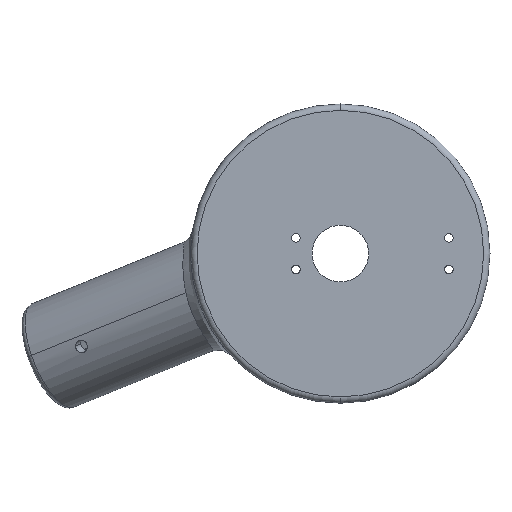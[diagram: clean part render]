
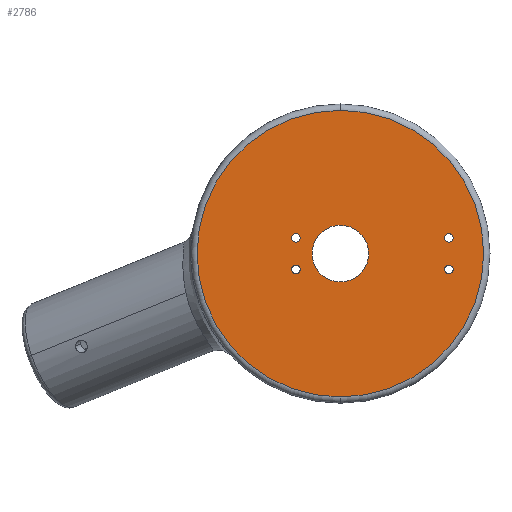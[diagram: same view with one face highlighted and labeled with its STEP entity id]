
A CAD part, front view. The second image highlights one B-rep face of the part: STEP entity #2786.
In plain terms, the highlighted planar face has unit normal (0, -1, 0).
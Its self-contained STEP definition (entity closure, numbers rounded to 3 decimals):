
#31 = DIRECTION ( 'NONE',  ( 0., -1., 0. ) ) ;
#32 = VERTEX_POINT ( 'NONE', #131 ) ;
#38 = CIRCLE ( 'NONE', #2643, 9. ) ;
#45 = CIRCLE ( 'NONE', #2416, 1.375 ) ;
#101 = AXIS2_PLACEMENT_3D ( 'NONE', #650, #2659, #846 ) ;
#131 = CARTESIAN_POINT ( 'NONE',  ( 200.854, 215.038, 18.553 ) ) ;
#138 = DIRECTION ( 'NONE',  ( 0., 1., 0. ) ) ;
#165 = CARTESIAN_POINT ( 'NONE',  ( 235.274, 215.038, 14.553 ) ) ;
#195 = DIRECTION ( 'NONE',  ( 0., 0., -1. ) ) ;
#207 = DIRECTION ( 'NONE',  ( 0., 0., 1. ) ) ;
#214 = CARTESIAN_POINT ( 'NONE',  ( 235.274, 215.038, 5.928 ) ) ;
#224 = CARTESIAN_POINT ( 'NONE',  ( 200.854, 215.038, 9.553 ) ) ;
#243 = CIRCLE ( 'NONE', #2282, 1.375 ) ;
#251 = CIRCLE ( 'NONE', #2622, 45.5 ) ;
#257 = EDGE_CURVE ( 'NONE', #2748, #795, #45, .T. ) ;
#328 = ORIENTED_EDGE ( 'NONE', *, *, #2370, .T. ) ;
#343 = EDGE_CURVE ( 'NONE', #2168, #2551, #1893, .T. ) ;
#360 = CIRCLE ( 'NONE', #1466, 1.375 ) ;
#412 = ORIENTED_EDGE ( 'NONE', *, *, #343, .T. ) ;
#422 = CARTESIAN_POINT ( 'NONE',  ( 235.274, 215.038, 4.553 ) ) ;
#423 = DIRECTION ( 'NONE',  ( 0., -1., 0. ) ) ;
#432 = ORIENTED_EDGE ( 'NONE', *, *, #1782, .T. ) ;
#440 = ORIENTED_EDGE ( 'NONE', *, *, #2570, .F. ) ;
#444 = ORIENTED_EDGE ( 'NONE', *, *, #2802, .T. ) ;
#473 = CARTESIAN_POINT ( 'NONE',  ( 200.854, 215.038, 9.553 ) ) ;
#520 = CARTESIAN_POINT ( 'NONE',  ( 200.854, 215.038, 55.053 ) ) ;
#642 = FACE_OUTER_BOUND ( 'NONE', #1174, .T. ) ;
#650 = CARTESIAN_POINT ( 'NONE',  ( 186.734, 215.038, 14.553 ) ) ;
#657 = FACE_BOUND ( 'NONE', #1812, .T. ) ;
#681 = EDGE_LOOP ( 'NONE', ( #895, #2694 ) ) ;
#736 = DIRECTION ( 'NONE',  ( 0., 1., 0. ) ) ;
#759 = CARTESIAN_POINT ( 'NONE',  ( 200.854, 215.038, 0.553 ) ) ;
#772 = DIRECTION ( 'NONE',  ( 0., 1., 0. ) ) ;
#795 = VERTEX_POINT ( 'NONE', #2169 ) ;
#820 = EDGE_CURVE ( 'NONE', #2143, #32, #38, .T. ) ;
#825 = FACE_BOUND ( 'NONE', #1506, .T. ) ;
#838 = DIRECTION ( 'NONE',  ( 0., 0., -1. ) ) ;
#846 = DIRECTION ( 'NONE',  ( 0., 0., -1. ) ) ;
#853 = AXIS2_PLACEMENT_3D ( 'NONE', #2025, #31, #1248 ) ;
#876 = ORIENTED_EDGE ( 'NONE', *, *, #2002, .T. ) ;
#884 = FACE_BOUND ( 'NONE', #681, .T. ) ;
#895 = ORIENTED_EDGE ( 'NONE', *, *, #2276, .T. ) ;
#908 = DIRECTION ( 'NONE',  ( 0., 1., 0. ) ) ;
#918 = AXIS2_PLACEMENT_3D ( 'NONE', #2604, #423, #838 ) ;
#976 = EDGE_CURVE ( 'NONE', #2704, #1708, #2296, .T. ) ;
#1024 = DIRECTION ( 'NONE',  ( 0., 0., -1. ) ) ;
#1043 = CARTESIAN_POINT ( 'NONE',  ( 186.734, 215.038, 4.553 ) ) ;
#1069 = CARTESIAN_POINT ( 'NONE',  ( 186.734, 215.038, 14.553 ) ) ;
#1174 = EDGE_LOOP ( 'NONE', ( #2762, #2729 ) ) ;
#1233 = CARTESIAN_POINT ( 'NONE',  ( 200.854, 215.038, -35.947 ) ) ;
#1248 = DIRECTION ( 'NONE',  ( 0., 0., 1. ) ) ;
#1272 = CARTESIAN_POINT ( 'NONE',  ( 235.274, 215.038, 14.553 ) ) ;
#1273 = VERTEX_POINT ( 'NONE', #1326 ) ;
#1296 = VERTEX_POINT ( 'NONE', #214 ) ;
#1326 = CARTESIAN_POINT ( 'NONE',  ( 186.734, 215.038, 13.178 ) ) ;
#1345 = CARTESIAN_POINT ( 'NONE',  ( 186.734, 215.038, 3.178 ) ) ;
#1399 = CIRCLE ( 'NONE', #2721, 1.375 ) ;
#1466 = AXIS2_PLACEMENT_3D ( 'NONE', #1043, #2860, #1731 ) ;
#1506 = EDGE_LOOP ( 'NONE', ( #440, #2490 ) ) ;
#1515 = FACE_BOUND ( 'NONE', #2156, .T. ) ;
#1538 = CARTESIAN_POINT ( 'NONE',  ( 200.854, 215.038, 9.553 ) ) ;
#1571 = CARTESIAN_POINT ( 'NONE',  ( 186.734, 215.038, 4.553 ) ) ;
#1614 = VERTEX_POINT ( 'NONE', #2715 ) ;
#1626 = CIRCLE ( 'NONE', #2522, 1.375 ) ;
#1674 = CARTESIAN_POINT ( 'NONE',  ( 235.274, 215.038, 4.553 ) ) ;
#1708 = VERTEX_POINT ( 'NONE', #520 ) ;
#1731 = DIRECTION ( 'NONE',  ( 0., 0., -1. ) ) ;
#1735 = ORIENTED_EDGE ( 'NONE', *, *, #2749, .T. ) ;
#1764 = DIRECTION ( 'NONE',  ( 0., 1., 0. ) ) ;
#1779 = CARTESIAN_POINT ( 'NONE',  ( 186.734, 215.038, 5.928 ) ) ;
#1782 = EDGE_CURVE ( 'NONE', #1839, #1296, #243, .T. ) ;
#1812 = EDGE_LOOP ( 'NONE', ( #432, #876 ) ) ;
#1839 = VERTEX_POINT ( 'NONE', #2815 ) ;
#1893 = CIRCLE ( 'NONE', #2793, 1.375 ) ;
#1968 = DIRECTION ( 'NONE',  ( 0., 0., -1. ) ) ;
#1974 = AXIS2_PLACEMENT_3D ( 'NONE', #473, #736, #2324 ) ;
#1986 = DIRECTION ( 'NONE',  ( 0., 1., 0. ) ) ;
#2002 = EDGE_CURVE ( 'NONE', #1296, #1839, #1626, .T. ) ;
#2025 = CARTESIAN_POINT ( 'NONE',  ( 200.854, 215.038, 9.553 ) ) ;
#2102 = CIRCLE ( 'NONE', #853, 9. ) ;
#2143 = VERTEX_POINT ( 'NONE', #759 ) ;
#2151 = CIRCLE ( 'NONE', #101, 1.375 ) ;
#2156 = EDGE_LOOP ( 'NONE', ( #1735, #412 ) ) ;
#2168 = VERTEX_POINT ( 'NONE', #1779 ) ;
#2169 = CARTESIAN_POINT ( 'NONE',  ( 235.274, 215.038, 13.178 ) ) ;
#2176 = DIRECTION ( 'NONE',  ( 0., 1., 0. ) ) ;
#2196 = DIRECTION ( 'NONE',  ( 0., 1., 0. ) ) ;
#2276 = EDGE_CURVE ( 'NONE', #795, #2748, #1399, .T. ) ;
#2282 = AXIS2_PLACEMENT_3D ( 'NONE', #1674, #138, #2560 ) ;
#2296 = CIRCLE ( 'NONE', #1974, 45.5 ) ;
#2319 = EDGE_LOOP ( 'NONE', ( #444, #328 ) ) ;
#2324 = DIRECTION ( 'NONE',  ( 0., 0., -1. ) ) ;
#2348 = DIRECTION ( 'NONE',  ( 0., 0., -1. ) ) ;
#2370 = EDGE_CURVE ( 'NONE', #1614, #1273, #2151, .T. ) ;
#2398 = EDGE_CURVE ( 'NONE', #1708, #2704, #251, .T. ) ;
#2416 = AXIS2_PLACEMENT_3D ( 'NONE', #165, #2176, #1024 ) ;
#2417 = PLANE ( 'NONE',  #918 ) ;
#2490 = ORIENTED_EDGE ( 'NONE', *, *, #820, .F. ) ;
#2522 = AXIS2_PLACEMENT_3D ( 'NONE', #422, #2196, #2846 ) ;
#2541 = AXIS2_PLACEMENT_3D ( 'NONE', #1069, #1764, #2668 ) ;
#2551 = VERTEX_POINT ( 'NONE', #1345 ) ;
#2560 = DIRECTION ( 'NONE',  ( 0., 0., -1. ) ) ;
#2570 = EDGE_CURVE ( 'NONE', #32, #2143, #2102, .T. ) ;
#2604 = CARTESIAN_POINT ( 'NONE',  ( 200.854, 215.038, 9.553 ) ) ;
#2620 = FACE_BOUND ( 'NONE', #2319, .T. ) ;
#2622 = AXIS2_PLACEMENT_3D ( 'NONE', #224, #908, #1968 ) ;
#2641 = CIRCLE ( 'NONE', #2541, 1.375 ) ;
#2643 = AXIS2_PLACEMENT_3D ( 'NONE', #1538, #2692, #207 ) ;
#2659 = DIRECTION ( 'NONE',  ( 0., 1., 0. ) ) ;
#2668 = DIRECTION ( 'NONE',  ( 0., 0., -1. ) ) ;
#2692 = DIRECTION ( 'NONE',  ( 0., -1., 0. ) ) ;
#2694 = ORIENTED_EDGE ( 'NONE', *, *, #257, .T. ) ;
#2704 = VERTEX_POINT ( 'NONE', #1233 ) ;
#2715 = CARTESIAN_POINT ( 'NONE',  ( 186.734, 215.038, 15.928 ) ) ;
#2721 = AXIS2_PLACEMENT_3D ( 'NONE', #1272, #772, #2348 ) ;
#2729 = ORIENTED_EDGE ( 'NONE', *, *, #2398, .F. ) ;
#2748 = VERTEX_POINT ( 'NONE', #2891 ) ;
#2749 = EDGE_CURVE ( 'NONE', #2551, #2168, #360, .T. ) ;
#2762 = ORIENTED_EDGE ( 'NONE', *, *, #976, .F. ) ;
#2786 = ADVANCED_FACE ( 'NONE', ( #642, #2620, #1515, #657, #884, #825 ), #2417, .T. ) ;
#2793 = AXIS2_PLACEMENT_3D ( 'NONE', #1571, #1986, #195 ) ;
#2802 = EDGE_CURVE ( 'NONE', #1273, #1614, #2641, .T. ) ;
#2815 = CARTESIAN_POINT ( 'NONE',  ( 235.274, 215.038, 3.178 ) ) ;
#2846 = DIRECTION ( 'NONE',  ( 0., 0., -1. ) ) ;
#2860 = DIRECTION ( 'NONE',  ( 0., 1., 0. ) ) ;
#2891 = CARTESIAN_POINT ( 'NONE',  ( 235.274, 215.038, 15.928 ) ) ;
